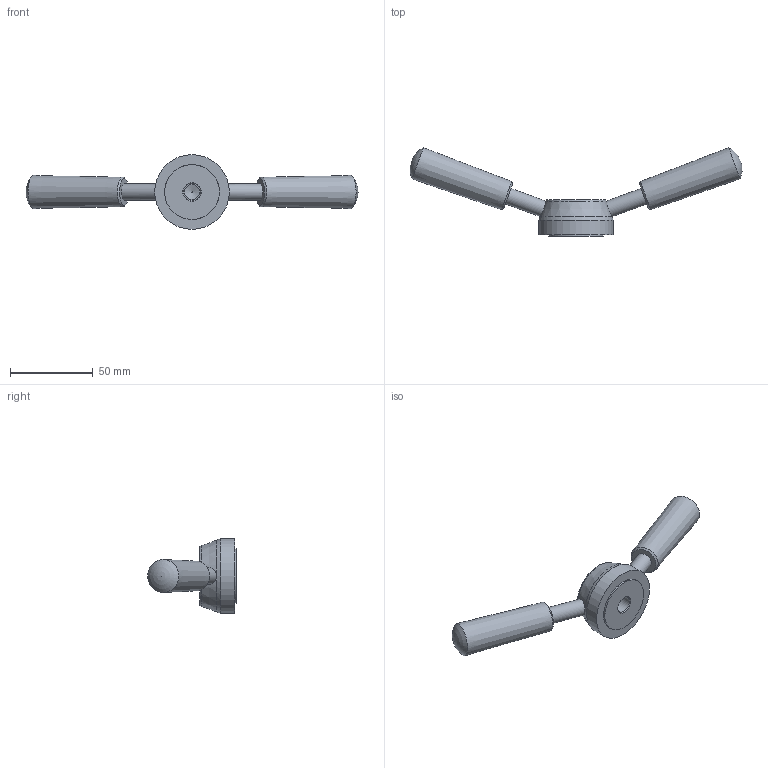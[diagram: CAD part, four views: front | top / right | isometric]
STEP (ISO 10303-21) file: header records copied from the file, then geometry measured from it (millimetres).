
FILE_DESCRIPTION(/* description */ (''),/* implementation_level */ '2;1');
FILE_NAME(/* name */ 'TA100.dxf',/* time_stamp */ '2012-11-23T18:01:04+08:00',/* author */ (''),/* organization */ (''),/* preprocessor_version */ 'ST-DEVELOPER v9',/* originating_system */ 'UGS - NX 4.0',/* authorisation */ '');
FILE_SCHEMA (('CONFIG_CONTROL_DESIGN'));
Length unit declared in the file: millimetre
Products named in the file (1): Admi5003xqhj
Bounding box: 200.05 x 53.38 x 45.03 mm (x, y, z)
Volume: 66822.5 mm3; surface area: 15295.1 mm2
Topology: 1 solids, 1 shells, 24 faces, 51 edges, 33 vertices
Faces by surface type: cone 9, plane 7, cylinder 6, sphere 2
Full cylindrical faces by diameter (mm): 9.026 x1, 9.889 x2, 10.026 x1, 33 x1, 45.026 x1
Entity records: 637 total; most frequent: CARTESIAN_POINT 163, DIRECTION 86, EDGE_LOOP 46, ORIENTED_EDGE 46, AXIS2_PLACEMENT_3D 43, FACE_BOUND 28, ADVANCED_FACE 24, VERTEX_POINT 23
